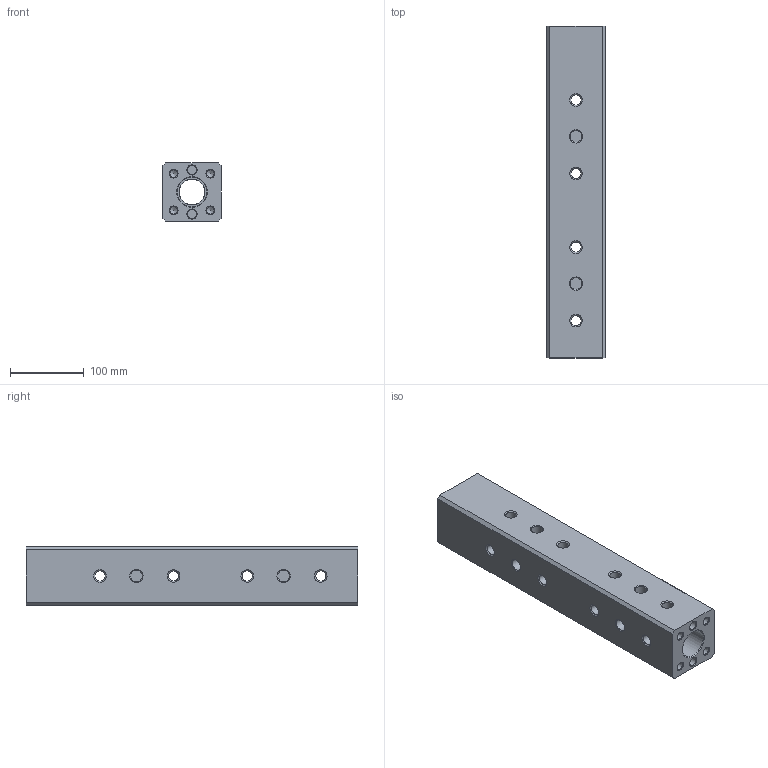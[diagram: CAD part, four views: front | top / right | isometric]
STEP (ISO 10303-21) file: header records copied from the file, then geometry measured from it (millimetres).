
FILE_DESCRIPTION( ( 'Unknown' ), '1' );
FILE_NAME( '1-SVFX-7240-100-1.stp', 'Unknown', ( 'Unknown' ), ( 'Unknown' ), 'PSStep 17.0.49', 'Unknown', ' ' );
FILE_SCHEMA( ( 'AUTOMOTIVE_DESIGN { 1 0 10303 214 1 1 1 1 }' ) );
Length unit declared in the file: millimetre
Products named in the file (1): 1
Bounding box: 80 x 451 x 80 mm (x, y, z)
Volume: 2306605.6 mm3; surface area: 227436.1 mm2
Topology: 1 solids, 1 shells, 121 faces, 298 edges, 189 vertices
Faces by surface type: cone 46, cylinder 39, plane 24, bspline 12
Full cylindrical faces by diameter (mm): 10.106 x8, 12 x4, 14 x16, 16 x8, 35 x1, 40 x2
Entity records: 5762 total; most frequent: CARTESIAN_POINT 2546, DIRECTION 444, ORIENTED_EDGE 304, EDGE_LOOP 266, AXIS2_PLACEMENT_3D 210, FACE_OUTER_BOUND 172, VERTEX_POINT 152, EDGE_CURVE 152
